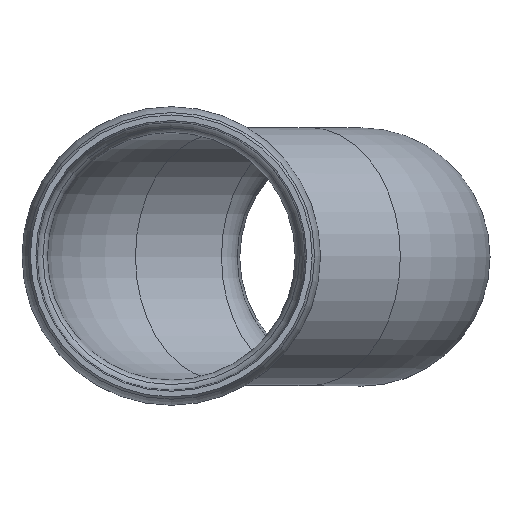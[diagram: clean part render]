
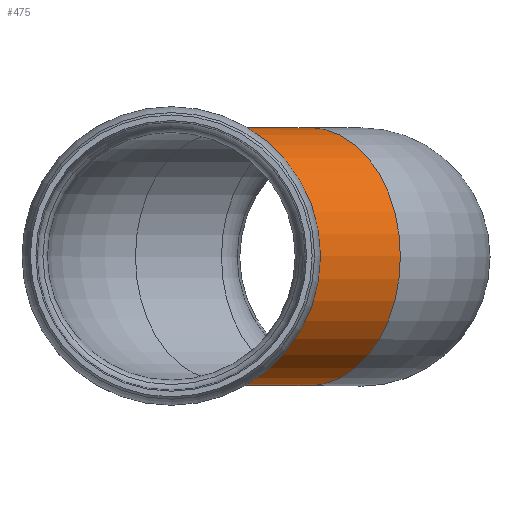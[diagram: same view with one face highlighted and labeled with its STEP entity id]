
A CAD part, top view. The second image highlights one B-rep face of the part: STEP entity #475.
In plain terms, the highlighted cylindrical face has radius 510 mm (diameter 1020 mm), a full revolution.
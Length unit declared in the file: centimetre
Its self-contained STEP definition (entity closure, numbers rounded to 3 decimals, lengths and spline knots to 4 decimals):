
#47=FACE_OUTER_BOUND('',#78,.T.);
#78=EDGE_LOOP('',(#348,#349,#350,#351,#352));
#105=LINE('',#834,#119);
#119=VECTOR('',#651,51.);
#144=CIRCLE('',#523,51.);
#145=CIRCLE('',#524,51.);
#146=CIRCLE('',#526,51.);
#201=VERTEX_POINT('',#827);
#202=VERTEX_POINT('',#829);
#203=VERTEX_POINT('',#833);
#255=EDGE_CURVE('',#201,#202,#144,.T.);
#256=EDGE_CURVE('',#202,#201,#145,.T.);
#257=EDGE_CURVE('',#202,#203,#105,.T.);
#258=EDGE_CURVE('',#203,#203,#146,.T.);
#348=ORIENTED_EDGE('',*,*,#256,.F.);
#349=ORIENTED_EDGE('',*,*,#257,.T.);
#350=ORIENTED_EDGE('',*,*,#258,.T.);
#351=ORIENTED_EDGE('',*,*,#257,.F.);
#352=ORIENTED_EDGE('',*,*,#255,.F.);
#459=CYLINDRICAL_SURFACE('',#525,51.);
#475=ADVANCED_FACE('',(#47),#459,.T.);
#523=AXIS2_PLACEMENT_3D('',#830,#645,#646);
#524=AXIS2_PLACEMENT_3D('',#831,#647,#648);
#525=AXIS2_PLACEMENT_3D('',#832,#649,#650);
#526=AXIS2_PLACEMENT_3D('',#835,#652,#653);
#645=DIRECTION('center_axis',(-0.707,0.,0.707));
#646=DIRECTION('ref_axis',(0.707,0.,0.707));
#647=DIRECTION('center_axis',(-0.707,0.,0.707));
#648=DIRECTION('ref_axis',(0.707,0.,0.707));
#649=DIRECTION('center_axis',(-0.707,0.,0.707));
#650=DIRECTION('ref_axis',(0.707,0.,0.707));
#651=DIRECTION('',(0.707,0.,-0.707));
#652=DIRECTION('center_axis',(-0.707,0.,0.707));
#653=DIRECTION('ref_axis',(0.707,0.,0.707));
#827=CARTESIAN_POINT('',(30.9169,7.7077,214.5549));
#829=CARTESIAN_POINT('',(-41.208,7.7077,142.43));
#830=CARTESIAN_POINT('Origin',(-5.1456,7.7077,178.4924));
#831=CARTESIAN_POINT('Origin',(-5.1456,7.7077,178.4924));
#832=CARTESIAN_POINT('Origin',(28.8494,7.7077,144.4975));
#833=CARTESIAN_POINT('',(-7.2131,7.7077,108.435));
#834=CARTESIAN_POINT('',(-7.2131,7.7077,108.435));
#835=CARTESIAN_POINT('Origin',(28.8494,7.7077,144.4975));
